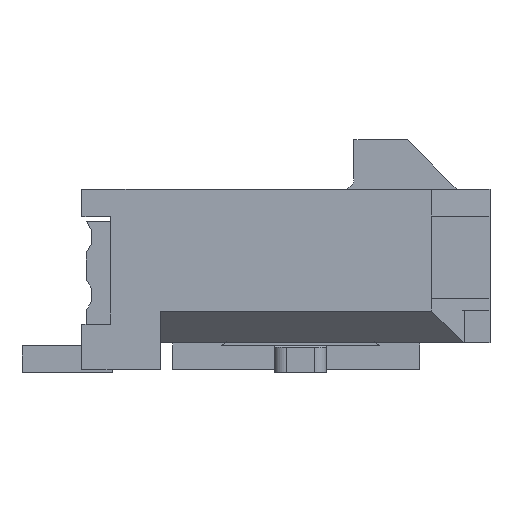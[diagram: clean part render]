
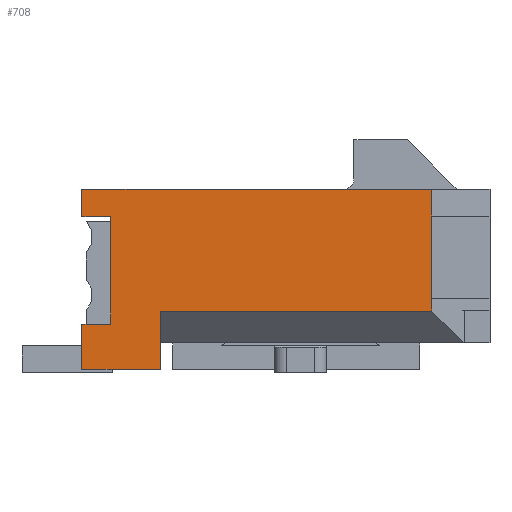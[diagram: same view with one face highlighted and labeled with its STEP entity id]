
A CAD part, left-side view. The second image highlights one B-rep face of the part: STEP entity #708.
In plain terms, the highlighted planar face has unit normal (-1, 0, 0).
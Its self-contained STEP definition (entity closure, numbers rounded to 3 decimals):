
#708 = ADVANCED_FACE( '', ( #1368 ), #1369, .T. );
#1368 = FACE_OUTER_BOUND( '', #1994, .T. );
#1369 = PLANE( '', #1995 );
#1994 = EDGE_LOOP( '', ( #3906, #3907, #3908, #3909, #3910, #3911, #3912, #3913, #3914, #3915, #3916, #3917 ) );
#1995 = AXIS2_PLACEMENT_3D( '', #3918, #3919, #3920 );
#3906 = ORIENTED_EDGE( '', *, *, #3938, .T. );
#3907 = ORIENTED_EDGE( '', *, *, #4436, .T. );
#3908 = ORIENTED_EDGE( '', *, *, #4096, .T. );
#3909 = ORIENTED_EDGE( '', *, *, #3942, .T. );
#3910 = ORIENTED_EDGE( '', *, *, #3972, .F. );
#3911 = ORIENTED_EDGE( '', *, *, #4645, .T. );
#3912 = ORIENTED_EDGE( '', *, *, #4685, .F. );
#3913 = ORIENTED_EDGE( '', *, *, #4464, .F. );
#3914 = ORIENTED_EDGE( '', *, *, #4011, .F. );
#3915 = ORIENTED_EDGE( '', *, *, #4555, .T. );
#3916 = ORIENTED_EDGE( '', *, *, #4563, .T. );
#3917 = ORIENTED_EDGE( '', *, *, #4086, .T. );
#3918 = CARTESIAN_POINT( '', ( -6.325, 0., 0. ) );
#3919 = DIRECTION( '', ( -1., 0., 0. ) );
#3920 = DIRECTION( '', ( 0., 0., 1. ) );
#3938 = EDGE_CURVE( '', #4701, #4706, #4708, .T. );
#3942 = EDGE_CURVE( '', #4715, #4713, #4716, .T. );
#3972 = EDGE_CURVE( '', #4767, #4713, #4769, .T. );
#4011 = EDGE_CURVE( '', #4838, #4839, #4840, .T. );
#4086 = EDGE_CURVE( '', #4964, #4701, #4968, .T. );
#4096 = EDGE_CURVE( '', #4984, #4715, #4985, .T. );
#4436 = EDGE_CURVE( '', #4706, #4984, #5519, .T. );
#4464 = EDGE_CURVE( '', #4839, #5555, #5556, .T. );
#4555 = EDGE_CURVE( '', #4838, #5671, #5673, .T. );
#4563 = EDGE_CURVE( '', #5671, #4964, #5684, .T. );
#4645 = EDGE_CURVE( '', #4767, #5776, #5778, .T. );
#4685 = EDGE_CURVE( '', #5555, #5776, #5819, .T. );
#4701 = VERTEX_POINT( '', #5835 );
#4706 = VERTEX_POINT( '', #5842 );
#4708 = LINE( '', #5845, #5846 );
#4713 = VERTEX_POINT( '', #5852 );
#4715 = VERTEX_POINT( '', #5855 );
#4716 = LINE( '', #5856, #5857 );
#4767 = VERTEX_POINT( '', #5926 );
#4769 = LINE( '', #5929, #5930 );
#4838 = VERTEX_POINT( '', #6032 );
#4839 = VERTEX_POINT( '', #6033 );
#4840 = LINE( '', #6034, #6035 );
#4964 = VERTEX_POINT( '', #6217 );
#4968 = LINE( '', #6223, #6224 );
#4984 = VERTEX_POINT( '', #6247 );
#4985 = LINE( '', #6248, #6249 );
#5519 = LINE( '', #7050, #7051 );
#5555 = VERTEX_POINT( '', #7107 );
#5556 = LINE( '', #7108, #7109 );
#5671 = VERTEX_POINT( '', #7286 );
#5673 = LINE( '', #7289, #7290 );
#5684 = LINE( '', #7307, #7308 );
#5776 = VERTEX_POINT( '', #7444 );
#5778 = LINE( '', #7447, #7448 );
#5819 = LINE( '', #7500, #7501 );
#5835 = CARTESIAN_POINT( '', ( -6.325, 4.25, 1.515 ) );
#5842 = CARTESIAN_POINT( '', ( -6.325, 4.25, -1.085 ) );
#5845 = CARTESIAN_POINT( '', ( -6.325, 4.25, 0. ) );
#5846 = VECTOR( '', #7521, 1000. );
#5852 = CARTESIAN_POINT( '', ( -6.325, 3.05, -2.185 ) );
#5855 = CARTESIAN_POINT( '', ( -6.325, 4.95, -2.185 ) );
#5856 = CARTESIAN_POINT( '', ( -6.325, 4.95, -2.185 ) );
#5857 = VECTOR( '', #7524, 1000. );
#5926 = CARTESIAN_POINT( '', ( -6.325, 3.05, -0.771 ) );
#5929 = CARTESIAN_POINT( '', ( -6.325, 3.05, -2.185 ) );
#5930 = VECTOR( '', #7556, 1000. );
#6032 = CARTESIAN_POINT( '', ( -6.325, -3.536, 2.185 ) );
#6033 = CARTESIAN_POINT( '', ( -6.325, -3.536, 1.535 ) );
#6034 = CARTESIAN_POINT( '', ( -6.325, -3.536, 0. ) );
#6035 = VECTOR( '', #7590, 1000. );
#6217 = CARTESIAN_POINT( '', ( -6.325, 4.95, 1.515 ) );
#6223 = CARTESIAN_POINT( '', ( -6.325, 0., 1.515 ) );
#6224 = VECTOR( '', #7651, 1000. );
#6247 = CARTESIAN_POINT( '', ( -6.325, 4.95, -1.085 ) );
#6248 = CARTESIAN_POINT( '', ( -6.325, 4.95, 2.185 ) );
#6249 = VECTOR( '', #7659, 1000. );
#7050 = CARTESIAN_POINT( '', ( -6.325, 0., -1.085 ) );
#7051 = VECTOR( '', #7951, 1000. );
#7107 = CARTESIAN_POINT( '', ( -6.325, -3.536, -0.465 ) );
#7108 = CARTESIAN_POINT( '', ( -6.325, -3.536, 1.535 ) );
#7109 = VECTOR( '', #7972, 1000. );
#7286 = CARTESIAN_POINT( '', ( -6.325, 4.95, 2.185 ) );
#7289 = CARTESIAN_POINT( '', ( -6.325, -4.95, 2.185 ) );
#7290 = VECTOR( '', #8042, 1000. );
#7307 = CARTESIAN_POINT( '', ( -6.325, 4.95, 2.185 ) );
#7308 = VECTOR( '', #8049, 1000. );
#7444 = CARTESIAN_POINT( '', ( -6.325, -3.536, -0.771 ) );
#7447 = CARTESIAN_POINT( '', ( -6.325, 3.05, -0.771 ) );
#7448 = VECTOR( '', #8101, 1000. );
#7500 = CARTESIAN_POINT( '', ( -6.325, -3.536, 0. ) );
#7501 = VECTOR( '', #8113, 1000. );
#7521 = DIRECTION( '', ( 0., 0., -1. ) );
#7524 = DIRECTION( '', ( 0., -1., 0. ) );
#7556 = DIRECTION( '', ( 0., 0., -1. ) );
#7590 = DIRECTION( '', ( 0., 0., -1. ) );
#7651 = DIRECTION( '', ( 0., -1., 0. ) );
#7659 = DIRECTION( '', ( 0., 0., -1. ) );
#7951 = DIRECTION( '', ( 0., 1., 0. ) );
#7972 = DIRECTION( '', ( 0., 0., -1. ) );
#8042 = DIRECTION( '', ( 0., 1., 0. ) );
#8049 = DIRECTION( '', ( 0., 0., -1. ) );
#8101 = DIRECTION( '', ( 0., -1., 0. ) );
#8113 = DIRECTION( '', ( 0., 0., -1. ) );
